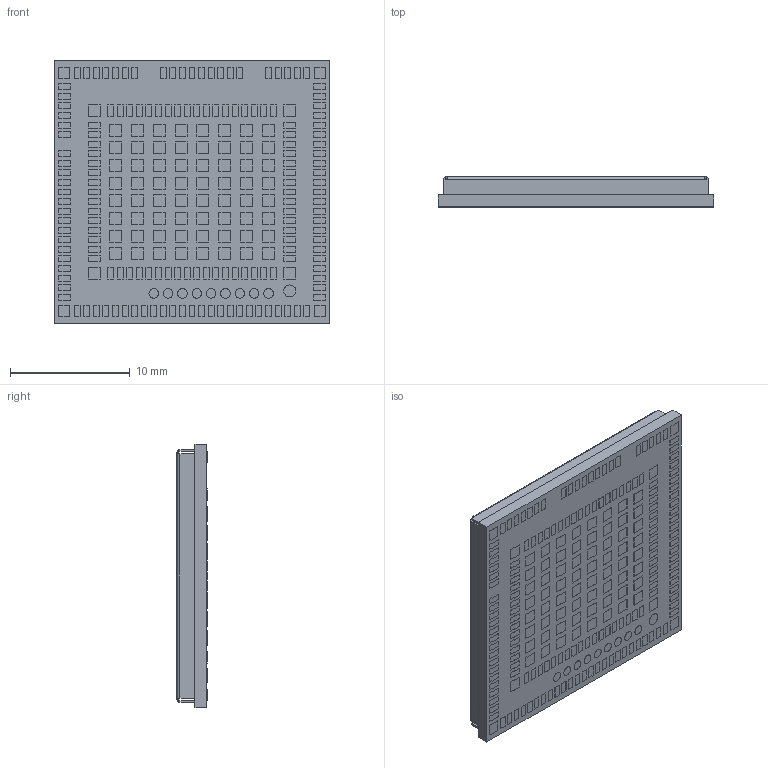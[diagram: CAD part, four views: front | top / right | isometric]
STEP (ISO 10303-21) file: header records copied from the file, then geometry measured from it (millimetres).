
FILE_DESCRIPTION((''),'2;1');
FILE_NAME('WP_2_5MM_MODULE','2017-03-24T',('JPM'),(''),'PRO/ENGINEER BY PARAMETRIC TECHNOLOGY CORPORATION, 2014090','PRO/ENGINEER BY PARAMETRIC TECHNOLOGY CORPORATION, 2014090','');
FILE_SCHEMA(('CONFIG_CONTROL_DESIGN'));
Length unit declared in the file: millimetre
Products named in the file (1): WP_2_5MM_MODULE
Bounding box: 23 x 2.51 x 22 mm (x, y, z)
Volume: 588.2 mm3; surface area: 2197.4 mm2
Topology: 1 solids, 1 shells, 1385 faces, 3420 edges, 2274 vertices
Faces by surface type: plane 1267, cylinder 118
Entity records: 40436 total; most frequent: CARTESIAN_POINT 7115, ORIENTED_EDGE 6840, DIRECTION 6412, EDGE_CURVE 3420, VECTOR 3186, LINE 3186, VERTEX_POINT 2274, EDGE_LOOP 1670
